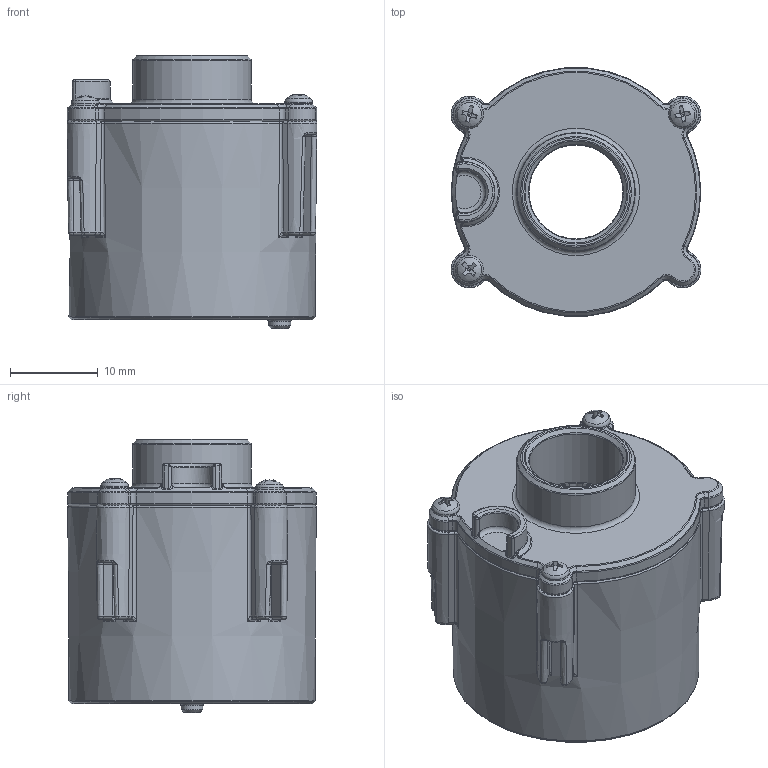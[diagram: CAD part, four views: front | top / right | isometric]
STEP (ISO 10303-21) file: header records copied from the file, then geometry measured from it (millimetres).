
FILE_DESCRIPTION(/* description */ (''),/* implementation_level */ '2;1');
FILE_NAME(/* name */ '3600out.stp',/* time_stamp */ '2023-11-04T14:04:39+07:00',/* author */ ('macbook'),/* organization */ (''),/* preprocessor_version */ 'ST-DEVELOPER v19.2',/* originating_system */ 'Autodesk Inventor 2024',/* authorisation */ '');
FILE_SCHEMA (('AUTOMOTIVE_DESIGN { 1 0 10303 214 3 1 1 }'));
Length unit declared in the file: inch
Products named in the file (4): 3600cart; 276-4840-061 Rev7_Ring_Gear_Fixed01 .6 Rev3; 276-4840-062 Rev1; 3600rpm cap
Assembly tree (5 placements, depth 2):
  3600cart
    276-4840-061 Rev7_Ring_Gear_Fixed01 .6 Rev3
    276-4840-062 Rev1  x3
    3600rpm cap
Bounding box: 28.45 x 28.29 x 31.1 mm (x, y, z)
Volume: 5879 mm3; surface area: 8461 mm2
Topology: 5 solids, 5 shells, 643 faces, 1546 edges, 900 vertices
Faces by surface type: plane 164, cylinder 148, bspline 142, torus 127, cone 43, sphere 19
Full cylindrical faces by diameter (mm): 1.25 x3, 1.5 x2, 1.8 x6, 2.5 x1, 10.7 x1, 13.5 x1, 24.3 x1, 26.3 x1
Entity records: 26624 total; most frequent: CARTESIAN_POINT 14217, DIRECTION 2573, ORIENTED_EDGE 2548, EDGE_CURVE 1274, AXIS2_PLACEMENT_3D 1102, VERTEX_POINT 752, CIRCLE 641, EDGE_LOOP 568
